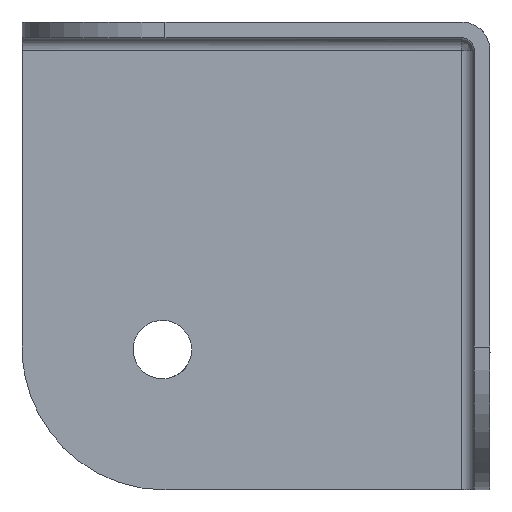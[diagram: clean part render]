
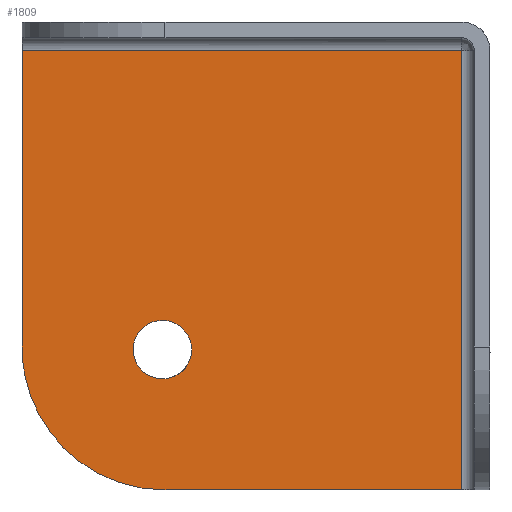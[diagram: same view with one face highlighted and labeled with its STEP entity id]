
A CAD part, left-side view. The second image highlights one B-rep face of the part: STEP entity #1809.
In plain terms, the highlighted free-form (B-spline) face has degree [1, 1] with [2, 2] control points.
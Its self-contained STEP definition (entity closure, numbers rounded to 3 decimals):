
#611=CARTESIAN_POINT('',(-1.2,27.434,11.066));
#612=VERTEX_POINT('',#611);
#618=CARTESIAN_POINT('',(-1.2,25.2,8.55));
#619=VERTEX_POINT('',#618);
#620=CARTESIAN_POINT('',(-1.2,27.434,11.066));
#621=CARTESIAN_POINT('',(-1.2,27.45,10.933));
#622=CARTESIAN_POINT('',(-1.2,27.45,10.8));
#623=CARTESIAN_POINT('',(-1.2,27.45,8.55));
#624=CARTESIAN_POINT('',(-1.2,25.2,8.55));
#632=(BOUNDED_CURVE()B_SPLINE_CURVE(2,(#620,#621,#622,#623,#624),.UNSPECIFIED.,.F.,.U.)B_SPLINE_CURVE_WITH_KNOTS((3,2,3),(0.23,0.25,0.5),.UNSPECIFIED.)CURVE()GEOMETRIC_REPRESENTATION_ITEM()RATIONAL_B_SPLINE_CURVE((0.956,0.976,1.0,0.707,1.0))REPRESENTATION_ITEM(''));
#633=EDGE_CURVE('',#612,#619,#632,.T.);
#635=CARTESIAN_POINT('',(-1.2,22.954,10.663));
#636=VERTEX_POINT('',#635);
#637=CARTESIAN_POINT('',(-1.2,25.2,8.55));
#638=CARTESIAN_POINT('',(-1.2,23.083,8.55));
#639=CARTESIAN_POINT('',(-1.2,22.954,10.663));
#647=(BOUNDED_CURVE()B_SPLINE_CURVE(2,(#637,#638,#639),.UNSPECIFIED.,.F.,.U.)B_SPLINE_CURVE_WITH_KNOTS((3,3),(0.5,0.739),.UNSPECIFIED.)CURVE()GEOMETRIC_REPRESENTATION_ITEM()RATIONAL_B_SPLINE_CURVE((1.0,0.72,0.976))REPRESENTATION_ITEM(''));
#648=EDGE_CURVE('',#619,#636,#647,.T.);
#682=CARTESIAN_POINT('',(-1.2,25.2,13.05));
#683=VERTEX_POINT('',#682);
#684=CARTESIAN_POINT('',(-1.2,22.954,10.663));
#685=CARTESIAN_POINT('',(-1.2,22.95,10.731));
#686=CARTESIAN_POINT('',(-1.2,22.95,10.8));
#687=CARTESIAN_POINT('',(-1.2,22.95,13.05));
#688=CARTESIAN_POINT('',(-1.2,25.2,13.05));
#696=(BOUNDED_CURVE()B_SPLINE_CURVE(2,(#684,#685,#686,#687,#688),.UNSPECIFIED.,.F.,.U.)B_SPLINE_CURVE_WITH_KNOTS((3,2,3),(0.739,0.75,1.0),.UNSPECIFIED.)CURVE()GEOMETRIC_REPRESENTATION_ITEM()RATIONAL_B_SPLINE_CURVE((0.976,0.988,1.0,0.707,1.0))REPRESENTATION_ITEM(''));
#697=EDGE_CURVE('',#636,#683,#696,.T.);
#699=CARTESIAN_POINT('',(-1.2,25.2,13.05));
#700=CARTESIAN_POINT('',(-1.2,27.198,13.05));
#701=CARTESIAN_POINT('',(-1.2,27.434,11.066));
#709=(BOUNDED_CURVE()B_SPLINE_CURVE(2,(#699,#700,#701),.UNSPECIFIED.,.F.,.U.)B_SPLINE_CURVE_WITH_KNOTS((3,3),(0.0,0.23),.UNSPECIFIED.)CURVE()GEOMETRIC_REPRESENTATION_ITEM()RATIONAL_B_SPLINE_CURVE((1.0,0.731,0.956))REPRESENTATION_ITEM(''));
#710=EDGE_CURVE('',#683,#612,#709,.T.);
#1076=CARTESIAN_POINT('',(-1.2,2.2,0.));
#1077=VERTEX_POINT('',#1076);
#1098=CARTESIAN_POINT('',(-1.2,2.2,33.8));
#1099=VERTEX_POINT('',#1098);
#1113=CARTESIAN_POINT('',(-1.2,2.2,0.));
#1114=CARTESIAN_POINT('',(-1.2,2.2,33.8));
#1115=QUASI_UNIFORM_CURVE('',1,(#1113,#1114),.UNSPECIFIED.,.F.,.U.);
#1116=EDGE_CURVE('',#1077,#1099,#1115,.T.);
#1236=CARTESIAN_POINT('',(-1.2,36.0,33.8));
#1237=VERTEX_POINT('',#1236);
#1253=CARTESIAN_POINT('',(-1.2,2.2,33.8));
#1254=CARTESIAN_POINT('',(-1.2,36.0,33.8));
#1255=QUASI_UNIFORM_CURVE('',1,(#1253,#1254),.UNSPECIFIED.,.F.,.U.);
#1256=EDGE_CURVE('',#1099,#1237,#1255,.T.);
#1566=CARTESIAN_POINT('',(-1.2,25.0,0.));
#1567=VERTEX_POINT('',#1566);
#1573=CARTESIAN_POINT('',(-1.2,36.0,11.0));
#1574=VERTEX_POINT('',#1573);
#1575=CARTESIAN_POINT('',(-1.2,25.0,0.0));
#1576=CARTESIAN_POINT('',(-1.2,36.,0.0));
#1577=CARTESIAN_POINT('',(-1.2,36.,11.0));
#1585=(BOUNDED_CURVE()B_SPLINE_CURVE(2,(#1575,#1576,#1577),.UNSPECIFIED.,.F.,.U.)CURVE()GEOMETRIC_REPRESENTATION_ITEM()QUASI_UNIFORM_CURVE()RATIONAL_B_SPLINE_CURVE((1.0,0.707,1.0))REPRESENTATION_ITEM(''));
#1586=EDGE_CURVE('',#1567,#1574,#1585,.T.);
#1613=CARTESIAN_POINT('',(-1.2,36.0,33.8));
#1614=CARTESIAN_POINT('',(-1.2,36.0,11.0));
#1615=QUASI_UNIFORM_CURVE('',1,(#1613,#1614),.UNSPECIFIED.,.F.,.U.);
#1616=EDGE_CURVE('',#1237,#1574,#1615,.T.);
#1696=CARTESIAN_POINT('',(-1.2,25.0,0.));
#1697=CARTESIAN_POINT('',(-1.2,2.2,0.));
#1698=QUASI_UNIFORM_CURVE('',1,(#1696,#1697),.UNSPECIFIED.,.F.,.U.);
#1699=EDGE_CURVE('',#1567,#1077,#1698,.T.);
#1791=CARTESIAN_POINT('',(-1.2,0.512,-1.688));
#1792=CARTESIAN_POINT('',(-1.2,37.688,-1.688));
#1793=CARTESIAN_POINT('',(-1.2,0.512,35.488));
#1794=CARTESIAN_POINT('',(-1.2,37.688,35.488));
#1795=B_SPLINE_SURFACE_WITH_KNOTS('',1,1,((#1791,#1793),(#1792,#1794)),.UNSPECIFIED.,.F.,.F.,.U.,(2,2),(2,2),(0.0,37.177),(0.0,37.177),.UNSPECIFIED.);
#1796=ORIENTED_EDGE('',*,*,#1699,.T.);
#1797=ORIENTED_EDGE('',*,*,#1116,.T.);
#1798=ORIENTED_EDGE('',*,*,#1256,.T.);
#1799=ORIENTED_EDGE('',*,*,#1616,.T.);
#1800=ORIENTED_EDGE('',*,*,#1586,.F.);
#1801=EDGE_LOOP('',(#1796,#1797,#1798,#1799,#1800));
#1802=FACE_OUTER_BOUND('',#1801,.T.);
#1803=ORIENTED_EDGE('',*,*,#648,.F.);
#1804=ORIENTED_EDGE('',*,*,#633,.F.);
#1805=ORIENTED_EDGE('',*,*,#710,.F.);
#1806=ORIENTED_EDGE('',*,*,#697,.F.);
#1807=EDGE_LOOP('',(#1803,#1804,#1805,#1806));
#1808=FACE_BOUND('',#1807,.T.);
#1809=ADVANCED_FACE('',(#1802,#1808),#1795,.F.);
